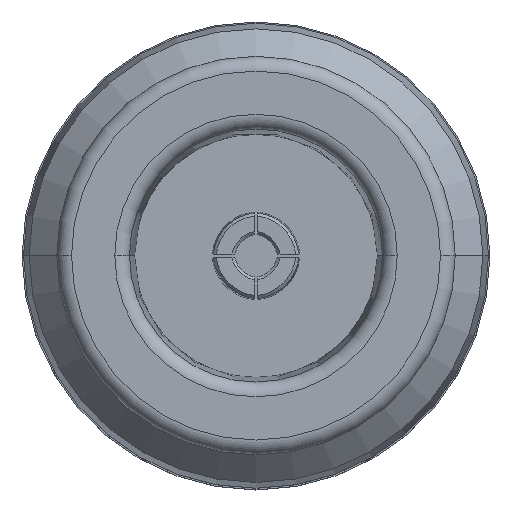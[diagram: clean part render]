
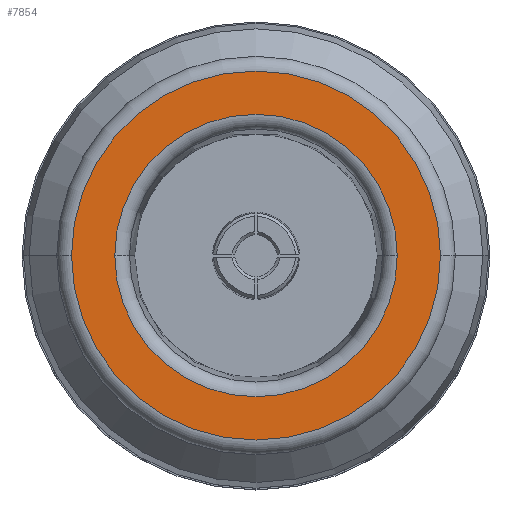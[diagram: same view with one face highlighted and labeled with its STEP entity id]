
A CAD part, top view. The second image highlights one B-rep face of the part: STEP entity #7854.
In plain terms, the highlighted planar face has unit normal (0, 0, 1).
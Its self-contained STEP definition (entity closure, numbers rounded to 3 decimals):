
#115 = AXIS2_PLACEMENT_3D ( 'NONE', #222, #10224, #1685 ) ;
#222 = CARTESIAN_POINT ( 'NONE',  ( 0., 0., 0. ) ) ;
#375 = CIRCLE ( 'NONE', #1462, 4.785 ) ;
#542 = VERTEX_POINT ( 'NONE', #6407 ) ;
#951 = CARTESIAN_POINT ( 'NONE',  ( -6.25, 0., 0. ) ) ;
#1462 = AXIS2_PLACEMENT_3D ( 'NONE', #5441, #15398, #6887 ) ;
#1685 = DIRECTION ( 'NONE',  ( -1., 0., 0. ) ) ;
#1936 = AXIS2_PLACEMENT_3D ( 'NONE', #10593, #2061, #12042 ) ;
#2061 = DIRECTION ( 'NONE',  ( 0., 0., -1. ) ) ;
#2522 = EDGE_CURVE ( 'NONE', #15182, #5113, #15518, .T. ) ;
#3220 = FACE_BOUND ( 'NONE', #6475, .T. ) ;
#4983 = VERTEX_POINT ( 'NONE', #5922 ) ;
#5113 = VERTEX_POINT ( 'NONE', #951 ) ;
#5441 = CARTESIAN_POINT ( 'NONE',  ( 0., 0., 0. ) ) ;
#5922 = CARTESIAN_POINT ( 'NONE',  ( -4.785, 0., 0. ) ) ;
#6227 = EDGE_CURVE ( 'NONE', #5113, #15182, #10915, .T. ) ;
#6407 = CARTESIAN_POINT ( 'NONE',  ( 4.785, 0., 0. ) ) ;
#6475 = EDGE_LOOP ( 'NONE', ( #10947, #11860 ) ) ;
#6887 = DIRECTION ( 'NONE',  ( -1., 0., 0. ) ) ;
#7708 = EDGE_LOOP ( 'NONE', ( #8077, #13739 ) ) ;
#7854 = ADVANCED_FACE ( 'NONE', ( #3220, #17866 ), #14038, .F. ) ;
#7994 = DIRECTION ( 'NONE',  ( 0., 0., 1. ) ) ;
#8077 = ORIENTED_EDGE ( 'NONE', *, *, #6227, .T. ) ;
#8455 = DIRECTION ( 'NONE',  ( 0., 0., -1. ) ) ;
#9341 = AXIS2_PLACEMENT_3D ( 'NONE', #16495, #7994, #17924 ) ;
#10224 = DIRECTION ( 'NONE',  ( 0., 0., 1. ) ) ;
#10593 = CARTESIAN_POINT ( 'NONE',  ( 0., 0., 0. ) ) ;
#10915 = CIRCLE ( 'NONE', #115, 6.25 ) ;
#10947 = ORIENTED_EDGE ( 'NONE', *, *, #16463, .T. ) ;
#11860 = ORIENTED_EDGE ( 'NONE', *, *, #12076, .T. ) ;
#12042 = DIRECTION ( 'NONE',  ( -1., 0., 0. ) ) ;
#12076 = EDGE_CURVE ( 'NONE', #542, #4983, #375, .T. ) ;
#13739 = ORIENTED_EDGE ( 'NONE', *, *, #2522, .T. ) ;
#13871 = CIRCLE ( 'NONE', #1936, 4.785 ) ;
#14038 = PLANE ( 'NONE',  #17420 ) ;
#15182 = VERTEX_POINT ( 'NONE', #16377 ) ;
#15398 = DIRECTION ( 'NONE',  ( 0., 0., -1. ) ) ;
#15518 = CIRCLE ( 'NONE', #9341, 6.25 ) ;
#16377 = CARTESIAN_POINT ( 'NONE',  ( 6.25, 0., 0. ) ) ;
#16463 = EDGE_CURVE ( 'NONE', #4983, #542, #13871, .T. ) ;
#16495 = CARTESIAN_POINT ( 'NONE',  ( 0., 0., 0. ) ) ;
#16940 = CARTESIAN_POINT ( 'NONE',  ( 0., 0., 0. ) ) ;
#17420 = AXIS2_PLACEMENT_3D ( 'NONE', #16940, #8455, #18394 ) ;
#17866 = FACE_OUTER_BOUND ( 'NONE', #7708, .T. ) ;
#17924 = DIRECTION ( 'NONE',  ( -1., 0., 0. ) ) ;
#18394 = DIRECTION ( 'NONE',  ( -1., 0., 0. ) ) ;
